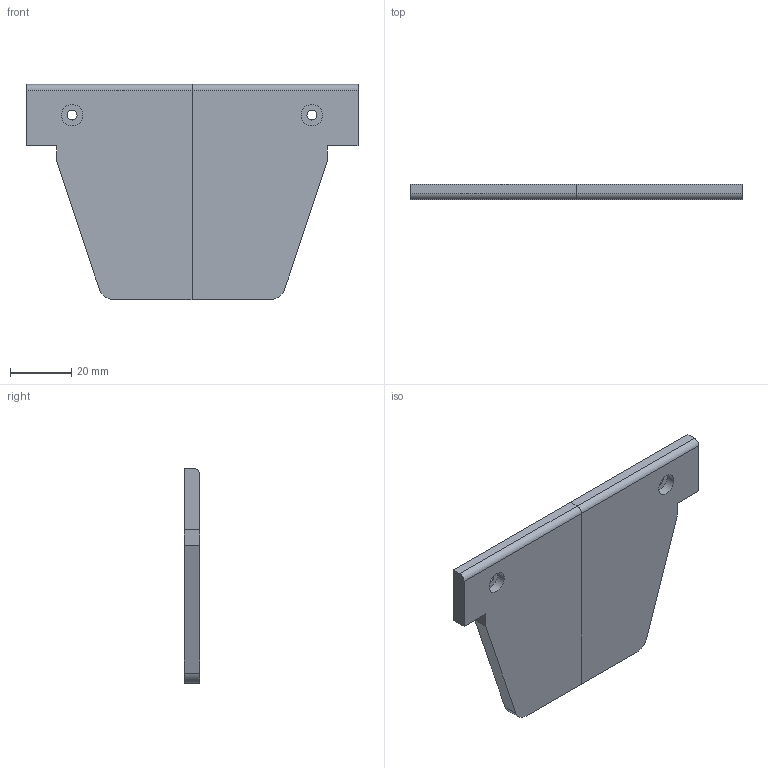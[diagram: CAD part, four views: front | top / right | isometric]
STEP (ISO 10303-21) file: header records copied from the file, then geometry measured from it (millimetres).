
FILE_DESCRIPTION(('FreeCAD Model'),'2;1');
FILE_NAME('Open CASCADE Shape Model','2025-03-12T19:15:33',(''),(''), 'Open CASCADE STEP processor 7.8','FreeCAD','Unknown');
FILE_SCHEMA(('AUTOMOTIVE_DESIGN { 1 0 10303 214 1 1 1 1 }'));
Length unit declared in the file: millimetre
Products named in the file (1): shield_front
Bounding box: 108 x 5 x 70 mm (x, y, z)
Volume: 29045.2 mm3; surface area: 13450.7 mm2
Topology: 1 solids, 1 shells, 26 faces, 61 edges, 39 vertices
Faces by surface type: plane 18, cylinder 8
Full cylindrical faces by diameter (mm): 3.2 x2, 7 x2
Entity records: 770 total; most frequent: DIRECTION 130, CARTESIAN_POINT 127, ORIENTED_EDGE 122, EDGE_CURVE 61, LINE 46, VECTOR 46, AXIS2_PLACEMENT_3D 42, VERTEX_POINT 39
